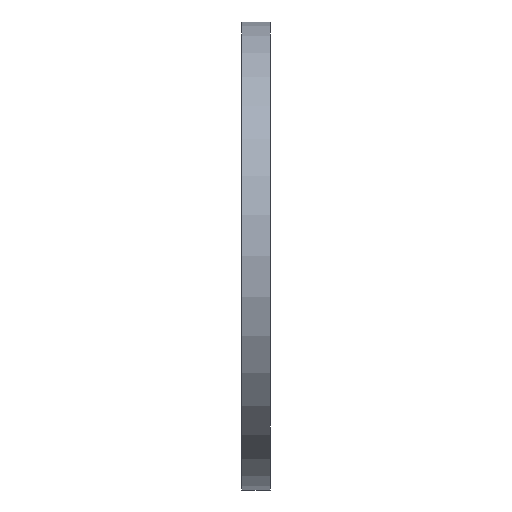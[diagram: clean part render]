
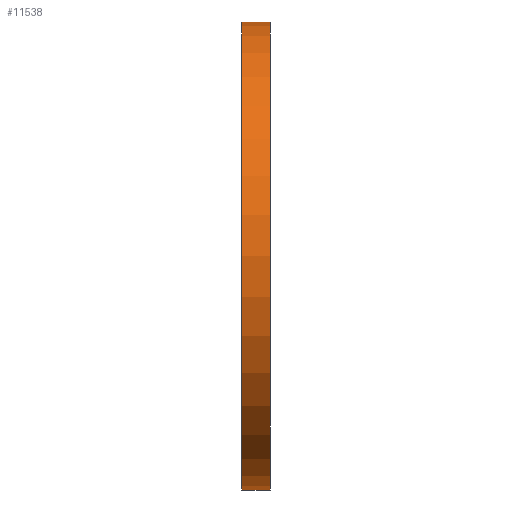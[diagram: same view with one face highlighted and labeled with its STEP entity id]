
A CAD part, left-side view. The second image highlights one B-rep face of the part: STEP entity #11538.
In plain terms, the highlighted cylindrical face has radius 50 mm (diameter 100 mm), a partial arc.
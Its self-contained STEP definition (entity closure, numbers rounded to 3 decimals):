
#1166 = ORIENTED_EDGE ( 'NONE', *, *, #9735, .T. ) ;
#1264 = VERTEX_POINT ( 'NONE', #8413 ) ;
#2233 = EDGE_CURVE ( 'NONE', #12500, #7711, #5923, .T. ) ;
#2619 = AXIS2_PLACEMENT_3D ( 'NONE', #10353, #9292, #11364 ) ;
#3379 = EDGE_CURVE ( 'NONE', #1264, #7711, #12591, .T. ) ;
#3417 = DIRECTION ( 'NONE',  ( 0., 1., 0. ) ) ;
#3614 = CARTESIAN_POINT ( 'NONE',  ( 0., 0., -50. ) ) ;
#3761 = CARTESIAN_POINT ( 'NONE',  ( 0., 0., 0. ) ) ;
#4640 = ORIENTED_EDGE ( 'NONE', *, *, #2233, .T. ) ;
#4780 = ORIENTED_EDGE ( 'NONE', *, *, #5848, .F. ) ;
#4884 = CIRCLE ( 'NONE', #7719, 50. ) ;
#5536 = VERTEX_POINT ( 'NONE', #9601 ) ;
#5848 = EDGE_CURVE ( 'NONE', #5536, #1264, #4884, .T. ) ;
#5923 = CIRCLE ( 'NONE', #8199, 50. ) ;
#6121 = EDGE_LOOP ( 'NONE', ( #12667, #4780, #1166, #4640 ) ) ;
#6391 = CARTESIAN_POINT ( 'NONE',  ( 0., 6., 0. ) ) ;
#7311 = CARTESIAN_POINT ( 'NONE',  ( 0., 6., -50. ) ) ;
#7711 = VERTEX_POINT ( 'NONE', #12952 ) ;
#7719 = AXIS2_PLACEMENT_3D ( 'NONE', #6391, #3417, #10545 ) ;
#8199 = AXIS2_PLACEMENT_3D ( 'NONE', #3761, #13053, #10923 ) ;
#8413 = CARTESIAN_POINT ( 'NONE',  ( 0., 6., 50. ) ) ;
#8645 = VECTOR ( 'NONE', #10355, 1000. ) ;
#9284 = CYLINDRICAL_SURFACE ( 'NONE', #2619, 50. ) ;
#9292 = DIRECTION ( 'NONE',  ( 0., -1., 0. ) ) ;
#9601 = CARTESIAN_POINT ( 'NONE',  ( 0., 6., -50. ) ) ;
#9735 = EDGE_CURVE ( 'NONE', #5536, #12500, #11346, .T. ) ;
#9863 = DIRECTION ( 'NONE',  ( 0., -1., 0. ) ) ;
#10353 = CARTESIAN_POINT ( 'NONE',  ( 0., 6., 0. ) ) ;
#10355 = DIRECTION ( 'NONE',  ( 0., -1., 0. ) ) ;
#10545 = DIRECTION ( 'NONE',  ( 0., 0., 1. ) ) ;
#10923 = DIRECTION ( 'NONE',  ( 0., 0., 1. ) ) ;
#11346 = LINE ( 'NONE', #7311, #8645 ) ;
#11364 = DIRECTION ( 'NONE',  ( 0., 0., -1. ) ) ;
#11467 = VECTOR ( 'NONE', #9863, 1000. ) ;
#11538 = ADVANCED_FACE ( 'NONE', ( #12132 ), #9284, .T. ) ;
#12132 = FACE_OUTER_BOUND ( 'NONE', #6121, .T. ) ;
#12500 = VERTEX_POINT ( 'NONE', #3614 ) ;
#12591 = LINE ( 'NONE', #12778, #11467 ) ;
#12667 = ORIENTED_EDGE ( 'NONE', *, *, #3379, .F. ) ;
#12778 = CARTESIAN_POINT ( 'NONE',  ( 0., 6., 50. ) ) ;
#12952 = CARTESIAN_POINT ( 'NONE',  ( 0., 0., 50. ) ) ;
#13053 = DIRECTION ( 'NONE',  ( 0., 1., 0. ) ) ;
